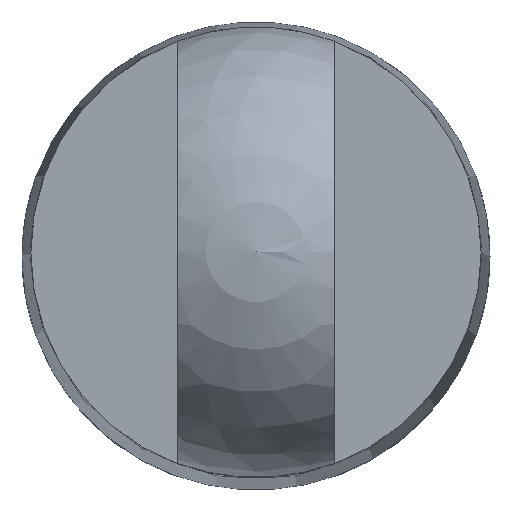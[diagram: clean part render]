
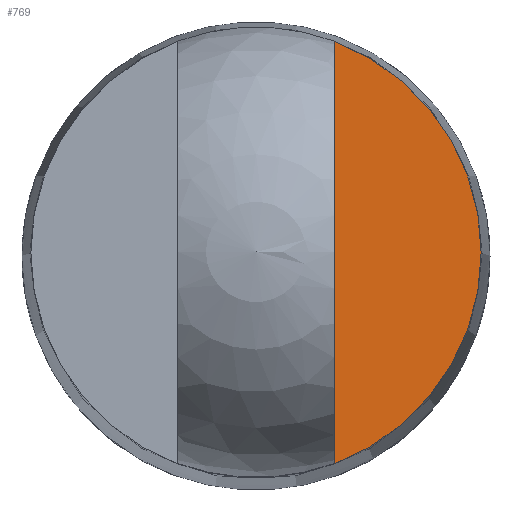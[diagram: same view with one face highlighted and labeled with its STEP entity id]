
A CAD part, top view. The second image highlights one B-rep face of the part: STEP entity #769.
In plain terms, the highlighted planar face has unit normal (0, 0, 1).
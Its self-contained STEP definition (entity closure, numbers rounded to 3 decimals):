
#45 = CONICAL_SURFACE('',#46,0.037,0.005);
#46 = AXIS2_PLACEMENT_3D('',#47,#48,#49);
#47 = CARTESIAN_POINT('',(0.,0.,0.037));
#48 = DIRECTION('',(-0.,-0.,-1.));
#49 = DIRECTION('',(1.,0.,0.));
#408 = VERTEX_POINT('',#409);
#409 = CARTESIAN_POINT('',(0.035,0.,
    0.337));
#427 = EDGE_CURVE('',#428,#408,#430,.T.);
#428 = VERTEX_POINT('',#429);
#429 = CARTESIAN_POINT('',(0.012,-0.033,
    0.337));
#430 = SURFACE_CURVE('',#431,(#436,#443),.PCURVE_S1.);
#431 = CIRCLE('',#432,0.035);
#432 = AXIS2_PLACEMENT_3D('',#433,#434,#435);
#433 = CARTESIAN_POINT('',(0.,0.,0.337));
#434 = DIRECTION('',(0.,0.,1.));
#435 = DIRECTION('',(1.,0.,0.));
#436 = PCURVE('',#45,#437);
#437 = DEFINITIONAL_REPRESENTATION('',(#438),#442);
#438 = LINE('',#439,#440);
#439 = CARTESIAN_POINT('',(-0.,-0.3));
#440 = VECTOR('',#441,1.);
#441 = DIRECTION('',(-1.,-0.));
#442 = ( GEOMETRIC_REPRESENTATION_CONTEXT(2) 
PARAMETRIC_REPRESENTATION_CONTEXT() REPRESENTATION_CONTEXT('2D SPACE',''
  ) );
#443 = PCURVE('',#444,#449);
#444 = PLANE('',#445);
#445 = AXIS2_PLACEMENT_3D('',#446,#447,#448);
#446 = CARTESIAN_POINT('',(0.,0.,0.337));
#447 = DIRECTION('',(0.,0.,1.));
#448 = DIRECTION('',(1.,0.,0.));
#449 = DEFINITIONAL_REPRESENTATION('',(#450),#454);
#450 = CIRCLE('',#451,0.035);
#451 = AXIS2_PLACEMENT_2D('',#452,#453);
#452 = CARTESIAN_POINT('',(0.,0.));
#453 = DIRECTION('',(1.,0.));
#454 = ( GEOMETRIC_REPRESENTATION_CONTEXT(2) 
PARAMETRIC_REPRESENTATION_CONTEXT() REPRESENTATION_CONTEXT('2D SPACE',''
  ) );
#515 = VERTEX_POINT('',#516);
#516 = CARTESIAN_POINT('',(0.012,0.033,
    0.337));
#543 = EDGE_CURVE('',#408,#515,#544,.T.);
#544 = SURFACE_CURVE('',#545,(#550,#557),.PCURVE_S1.);
#545 = CIRCLE('',#546,0.035);
#546 = AXIS2_PLACEMENT_3D('',#547,#548,#549);
#547 = CARTESIAN_POINT('',(0.,0.,0.337));
#548 = DIRECTION('',(0.,0.,1.));
#549 = DIRECTION('',(1.,0.,0.));
#550 = PCURVE('',#45,#551);
#551 = DEFINITIONAL_REPRESENTATION('',(#552),#556);
#552 = LINE('',#553,#554);
#553 = CARTESIAN_POINT('',(-0.,-0.3));
#554 = VECTOR('',#555,1.);
#555 = DIRECTION('',(-1.,-0.));
#556 = ( GEOMETRIC_REPRESENTATION_CONTEXT(2) 
PARAMETRIC_REPRESENTATION_CONTEXT() REPRESENTATION_CONTEXT('2D SPACE',''
  ) );
#557 = PCURVE('',#444,#558);
#558 = DEFINITIONAL_REPRESENTATION('',(#559),#563);
#559 = CIRCLE('',#560,0.035);
#560 = AXIS2_PLACEMENT_2D('',#561,#562);
#561 = CARTESIAN_POINT('',(0.,0.));
#562 = DIRECTION('',(1.,0.));
#563 = ( GEOMETRIC_REPRESENTATION_CONTEXT(2) 
PARAMETRIC_REPRESENTATION_CONTEXT() REPRESENTATION_CONTEXT('2D SPACE',''
  ) );
#769 = ADVANCED_FACE('',(#770),#444,.T.);
#770 = FACE_BOUND('',#771,.T.);
#771 = EDGE_LOOP('',(#772,#773,#774));
#772 = ORIENTED_EDGE('',*,*,#427,.T.);
#773 = ORIENTED_EDGE('',*,*,#543,.T.);
#774 = ORIENTED_EDGE('',*,*,#775,.F.);
#775 = EDGE_CURVE('',#428,#515,#776,.T.);
#776 = SURFACE_CURVE('',#777,(#781,#788),.PCURVE_S1.);
#777 = LINE('',#778,#779);
#778 = CARTESIAN_POINT('',(0.012,-0.035,
    0.337));
#779 = VECTOR('',#780,1.);
#780 = DIRECTION('',(0.,1.,0.));
#781 = PCURVE('',#444,#782);
#782 = DEFINITIONAL_REPRESENTATION('',(#783),#787);
#783 = LINE('',#784,#785);
#784 = CARTESIAN_POINT('',(0.012,-0.035));
#785 = VECTOR('',#786,1.);
#786 = DIRECTION('',(0.,1.));
#787 = ( GEOMETRIC_REPRESENTATION_CONTEXT(2) 
PARAMETRIC_REPRESENTATION_CONTEXT() REPRESENTATION_CONTEXT('2D SPACE',''
  ) );
#788 = PCURVE('',#789,#794);
#789 = PLANE('',#790);
#790 = AXIS2_PLACEMENT_3D('',#791,#792,#793);
#791 = CARTESIAN_POINT('',(0.012,-0.035,
    0.337));
#792 = DIRECTION('',(1.,0.,0.));
#793 = DIRECTION('',(0.,1.,0.));
#794 = DEFINITIONAL_REPRESENTATION('',(#795),#799);
#795 = LINE('',#796,#797);
#796 = CARTESIAN_POINT('',(0.,0.));
#797 = VECTOR('',#798,1.);
#798 = DIRECTION('',(1.,0.));
#799 = ( GEOMETRIC_REPRESENTATION_CONTEXT(2) 
PARAMETRIC_REPRESENTATION_CONTEXT() REPRESENTATION_CONTEXT('2D SPACE',''
  ) );
